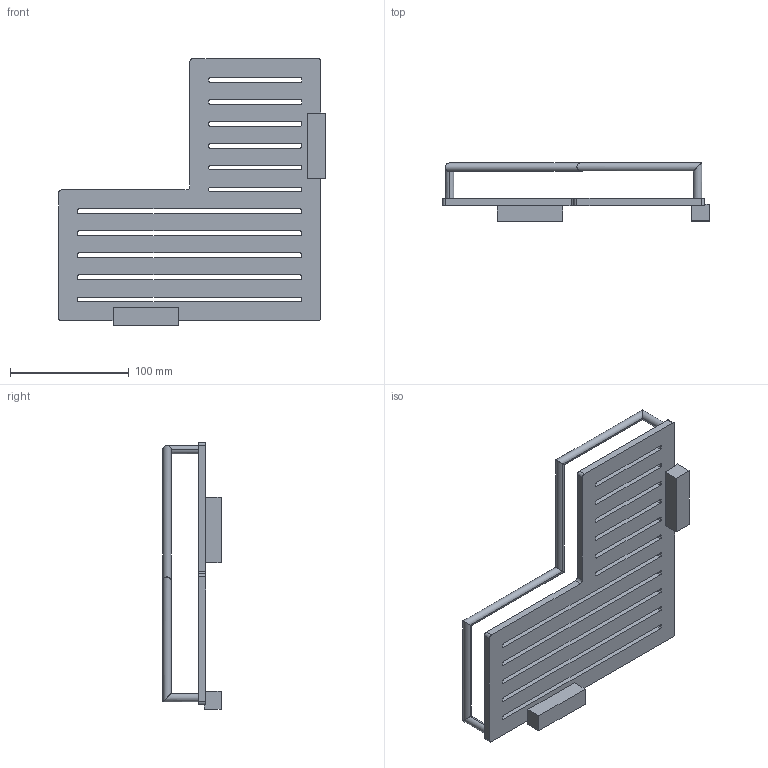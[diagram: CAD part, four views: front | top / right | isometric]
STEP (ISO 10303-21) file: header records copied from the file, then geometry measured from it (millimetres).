
FILE_DESCRIPTION((''),'2;1');
FILE_NAME('28505_A_SW0001','2025-12-04T17:57:06',('SwamiS'),(''),'CREO PARAMETRIC BY PTC INC, 2025093','CREO PARAMETRIC BY PTC INC, 2025093','');
FILE_SCHEMA(('CONFIG_CONTROL_DESIGN'));
Length unit declared in the file: inch
Products named in the file (1): 28505_A_SW0001
Bounding box: 224.61 x 49 x 224.61 mm (x, y, z)
Volume: 225367.6 mm3; surface area: 98994.2 mm2
Topology: 1 solids, 1 shells, 126 faces, 366 edges, 242 vertices
Faces by surface type: plane 64, cylinder 62
Entity records: 4488 total; most frequent: CARTESIAN_POINT 996, ORIENTED_EDGE 732, DIRECTION 708, EDGE_CURVE 366, VECTOR 248, LINE 248, VERTEX_POINT 242, AXIS2_PLACEMENT_3D 230
